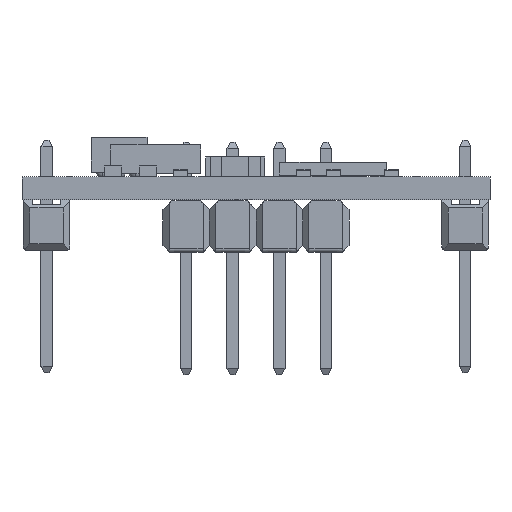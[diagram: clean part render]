
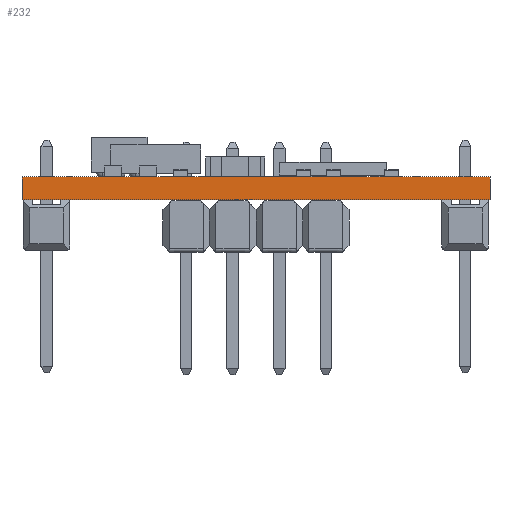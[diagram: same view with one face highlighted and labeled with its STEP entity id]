
A CAD part, front view. The second image highlights one B-rep face of the part: STEP entity #232.
In plain terms, the highlighted planar face has unit normal (0, -1, 0).
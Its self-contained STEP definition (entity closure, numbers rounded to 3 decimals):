
#174 = EDGE_CURVE('',#175,#177,#179,.T.);
#175 = VERTEX_POINT('',#176);
#176 = CARTESIAN_POINT('',(12.729,-16.737,-0.625));
#177 = VERTEX_POINT('',#178);
#178 = CARTESIAN_POINT('',(12.729,-16.737,0.625));
#179 = LINE('',#180,#181);
#180 = CARTESIAN_POINT('',(12.729,-16.737,-0.625));
#181 = VECTOR('',#182,1.);
#182 = DIRECTION('',(0.,0.,1.));
#207 = VERTEX_POINT('',#208);
#208 = CARTESIAN_POINT('',(-12.825,-16.737,0.625));
#214 = EDGE_CURVE('',#215,#207,#217,.T.);
#215 = VERTEX_POINT('',#216);
#216 = CARTESIAN_POINT('',(-12.825,-16.737,-0.625));
#217 = LINE('',#218,#219);
#218 = CARTESIAN_POINT('',(-12.825,-16.737,-0.625));
#219 = VECTOR('',#220,1.);
#220 = DIRECTION('',(0.,0.,1.));
#232 = ADVANCED_FACE('',(#233),#249,.F.);
#233 = FACE_BOUND('',#234,.F.);
#234 = EDGE_LOOP('',(#235,#236,#242,#243));
#235 = ORIENTED_EDGE('',*,*,#214,.T.);
#236 = ORIENTED_EDGE('',*,*,#237,.T.);
#237 = EDGE_CURVE('',#207,#177,#238,.T.);
#238 = LINE('',#239,#240);
#239 = CARTESIAN_POINT('',(-12.825,-16.737,0.625));
#240 = VECTOR('',#241,1.);
#241 = DIRECTION('',(1.,0.,0.));
#242 = ORIENTED_EDGE('',*,*,#174,.F.);
#243 = ORIENTED_EDGE('',*,*,#244,.F.);
#244 = EDGE_CURVE('',#215,#175,#245,.T.);
#245 = LINE('',#246,#247);
#246 = CARTESIAN_POINT('',(-12.825,-16.737,-0.625));
#247 = VECTOR('',#248,1.);
#248 = DIRECTION('',(1.,0.,0.));
#249 = PLANE('',#250);
#250 = AXIS2_PLACEMENT_3D('',#251,#252,#253);
#251 = CARTESIAN_POINT('',(-12.825,-16.737,-0.625));
#252 = DIRECTION('',(0.,1.,0.));
#253 = DIRECTION('',(1.,0.,0.));
